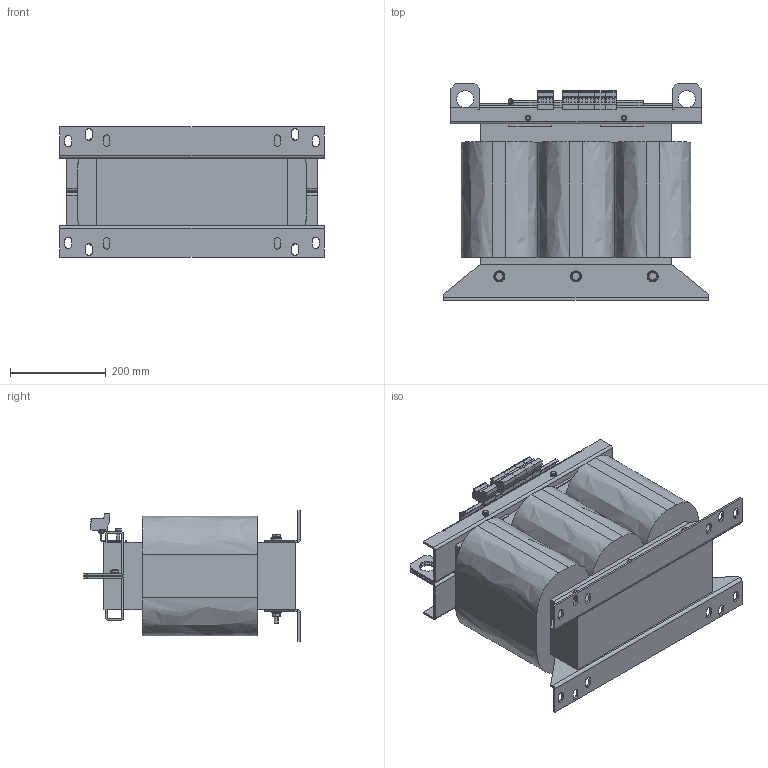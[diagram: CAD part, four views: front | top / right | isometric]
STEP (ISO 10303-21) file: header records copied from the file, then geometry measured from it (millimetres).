
FILE_DESCRIPTION (( 'STEP AP214' ), '1' );
FILE_NAME ('213581.STEP', '2020-05-28T18:50:48', ( '' ), ( '' ), 'SwSTEP 2.0', 'SolidWorks 2018', '' );
FILE_SCHEMA (( 'AUTOMOTIVE_DESIGN' ));
Length unit declared in the file: millimetre
Products named in the file (1): 213581
Bounding box: 552 x 452 x 272 mm (x, y, z)
Volume: 35476359.2 mm3; surface area: 1337270.2 mm2
Topology: 1 solids, 1 shells, 936 faces, 2263 edges, 1390 vertices
Faces by surface type: plane 632, cylinder 176, cone 58, torus 32, bspline 30, sphere 8
Entity records: 27956 total; most frequent: CARTESIAN_POINT 6214, ORIENTED_EDGE 4522, DIRECTION 4382, EDGE_CURVE 2261, VECTOR 1538, LINE 1538, AXIS2_PLACEMENT_3D 1422, VERTEX_POINT 1390
